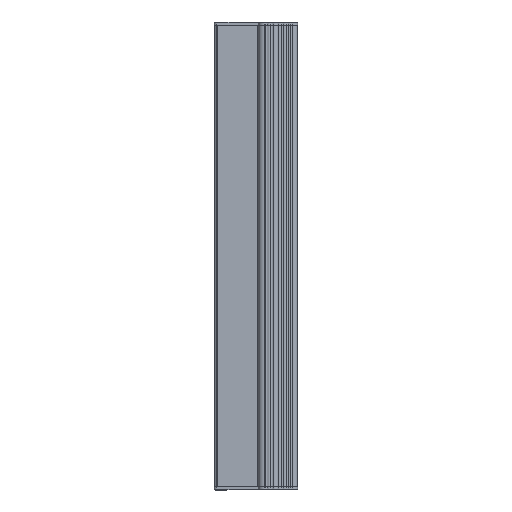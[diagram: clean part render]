
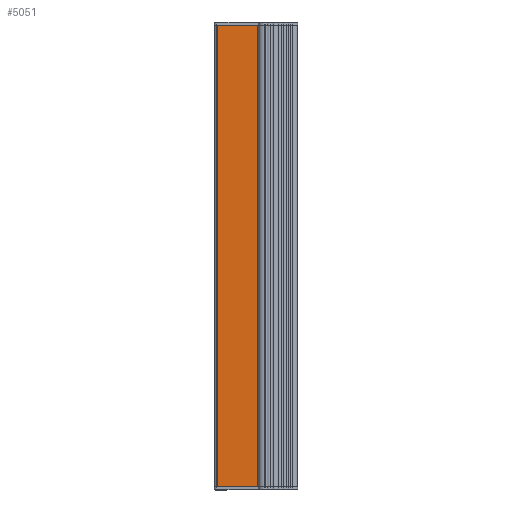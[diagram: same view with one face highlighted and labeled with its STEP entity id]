
A CAD part, top view. The second image highlights one B-rep face of the part: STEP entity #5051.
In plain terms, the highlighted planar face has unit normal (0, 0, 1).
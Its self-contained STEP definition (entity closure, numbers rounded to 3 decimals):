
#30 = ORIENTED_EDGE ( 'NONE', *, *, #7265, .T. ) ;
#577 = CARTESIAN_POINT ( 'NONE',  ( 93.359, 200., 127.773 ) ) ;
#618 = LINE ( 'NONE', #8417, #6882 ) ;
#947 = DIRECTION ( 'NONE',  ( 0., 0., -1. ) ) ;
#1633 = PLANE ( 'NONE',  #4863 ) ;
#2128 = ORIENTED_EDGE ( 'NONE', *, *, #6504, .F. ) ;
#3198 = VECTOR ( 'NONE', #3433, 1000. ) ;
#3418 = ORIENTED_EDGE ( 'NONE', *, *, #6422, .F. ) ;
#3433 = DIRECTION ( 'NONE',  ( 0., -1., 0. ) ) ;
#3783 = DIRECTION ( 'NONE',  ( -1., 0., 0. ) ) ;
#3811 = ORIENTED_EDGE ( 'NONE', *, *, #9070, .T. ) ;
#3930 = DIRECTION ( 'NONE',  ( 1., 0., 0. ) ) ;
#3945 = LINE ( 'NONE', #7447, #4833 ) ;
#4552 = CARTESIAN_POINT ( 'NONE',  ( 93.359, 200., 127.773 ) ) ;
#4833 = VECTOR ( 'NONE', #6981, 1000. ) ;
#4863 = AXIS2_PLACEMENT_3D ( 'NONE', #7288, #947, #3783 ) ;
#4878 = LINE ( 'NONE', #7952, #3198 ) ;
#4989 = DIRECTION ( 'NONE',  ( 0., -1., 0. ) ) ;
#5051 = ADVANCED_FACE ( 'NONE', ( #5170 ), #1633, .F. ) ;
#5170 = FACE_OUTER_BOUND ( 'NONE', #9037, .T. ) ;
#5541 = VERTEX_POINT ( 'NONE', #6942 ) ;
#6422 = EDGE_CURVE ( 'NONE', #5541, #8423, #7570, .T. ) ;
#6441 = VECTOR ( 'NONE', #3930, 1000. ) ;
#6504 = EDGE_CURVE ( 'NONE', #8423, #8941, #618, .T. ) ;
#6882 = VECTOR ( 'NONE', #4989, 1000. ) ;
#6942 = CARTESIAN_POINT ( 'NONE',  ( 58.059, 200., 127.773 ) ) ;
#6975 = VERTEX_POINT ( 'NONE', #7655 ) ;
#6981 = DIRECTION ( 'NONE',  ( 1., 0., 0. ) ) ;
#7265 = EDGE_CURVE ( 'NONE', #5541, #6975, #4878, .T. ) ;
#7288 = CARTESIAN_POINT ( 'NONE',  ( 93.359, 200., 127.773 ) ) ;
#7447 = CARTESIAN_POINT ( 'NONE',  ( 93.359, -200., 127.773 ) ) ;
#7570 = LINE ( 'NONE', #577, #6441 ) ;
#7655 = CARTESIAN_POINT ( 'NONE',  ( 58.059, -200., 127.773 ) ) ;
#7952 = CARTESIAN_POINT ( 'NONE',  ( 58.059, 200., 127.773 ) ) ;
#8247 = CARTESIAN_POINT ( 'NONE',  ( 93.359, -200., 127.773 ) ) ;
#8417 = CARTESIAN_POINT ( 'NONE',  ( 93.359, 200., 127.773 ) ) ;
#8423 = VERTEX_POINT ( 'NONE', #4552 ) ;
#8941 = VERTEX_POINT ( 'NONE', #8247 ) ;
#9037 = EDGE_LOOP ( 'NONE', ( #3811, #2128, #3418, #30 ) ) ;
#9070 = EDGE_CURVE ( 'NONE', #6975, #8941, #3945, .T. ) ;
